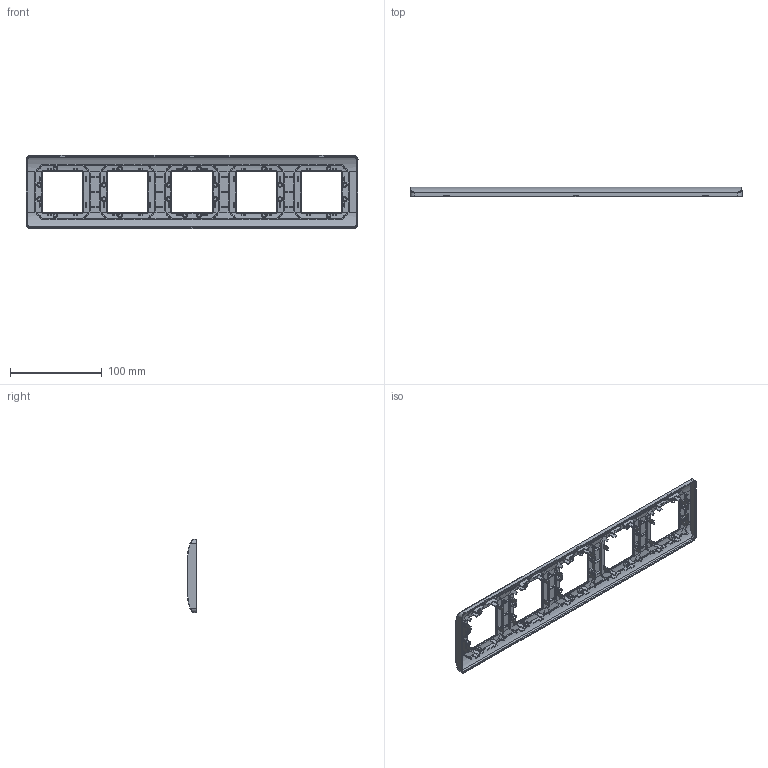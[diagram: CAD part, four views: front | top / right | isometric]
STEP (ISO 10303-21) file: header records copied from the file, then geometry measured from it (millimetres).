
FILE_DESCRIPTION((''),'2;1');
FILE_NAME('ASM0041_ASM','2023-12-28T',('wznwsJS'),(''),'PRO/ENGINEER BY PARAMETRIC TECHNOLOGY CORPORATION, 2008380','PRO/ENGINEER BY PARAMETRIC TECHNOLOGY CORPORATION, 2008380','');
FILE_SCHEMA(('CONFIG_CONTROL_DESIGN'));
Length unit declared in the file: millimetre
Products named in the file (4): PRT0121; ASM0049_ASM; ASM0042_ASM; ASM0041_ASM
Assembly tree (3 placements, depth 4):
  ASM0041_ASM
    ASM0042_ASM
      ASM0049_ASM
        PRT0121
Bounding box: 362.8 x 9.8 x 80 mm (x, y, z)
Volume: 47333.8 mm3; surface area: 62919.4 mm2
Topology: 1 solids, 1 shells, 1679 faces, 4925 edges, 3314 vertices
Faces by surface type: plane 969, cylinder 610, cone 72, torus 24, bspline 4
Entity records: 58685 total; most frequent: CARTESIAN_POINT 13801, ORIENTED_EDGE 9842, DIRECTION 8959, EDGE_CURVE 4921, VERTEX_POINT 3312, AXIS2_PLACEMENT_3D 2994, VECTOR 2971, LINE 2971
